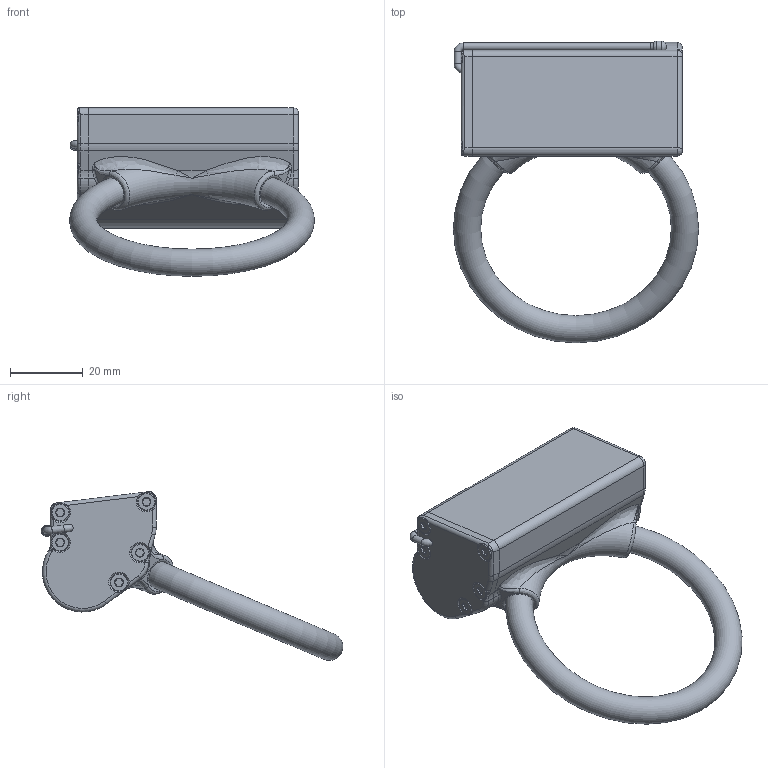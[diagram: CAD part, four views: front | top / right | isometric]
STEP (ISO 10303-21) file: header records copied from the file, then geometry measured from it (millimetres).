
FILE_DESCRIPTION(/* description */ (''),/* implementation_level */ '2;1');
FILE_NAME(/* name */ 'MediumCollar1 Type C (SpiderMonkey Chain).step',/* time_stamp */ '2022-01-01T13:25:52+06:00',/* author */ (''),/* organization */ (''),/* preprocessor_version */ 'ST-DEVELOPER v18.1',/* originating_system */ 'Autodesk Translation Framework v10.10.0.1391',/* authorisation */ '');
FILE_SCHEMA (('AUTOMOTIVE_DESIGN { 1 0 10303 214 3 1 1 }'));
Length unit declared in the file: millimetre
Products named in the file (11): MediumCollar1 Type C (SpiderMonkey Chain); MediumCollar1 PCB; SW_SPST_REED_CT05-XXXX-J1; COMPOUND; BatteryHolder_Seiko_MS621F; SOLID (2); COMPOUND (1); Top Packages; Bottom Packages; AA Battery Dummy; 95893A191_Flat Head Thread-Forming Screws for Plastic (1)
Assembly tree (14 placements, depth 4):
  MediumCollar1 Type C (SpiderMonkey Chain)
    MediumCollar1 PCB
      SW_SPST_REED_CT05-XXXX-J1
        COMPOUND
      BatteryHolder_Seiko_MS621F
        SOLID (2)
      COMPOUND (1)
      Top Packages
      Bottom Packages
    AA Battery Dummy
    95893A191_Flat Head Thread-Forming Screws for Plastic (1)  x5
Bounding box: 67.5 x 82.99 x 46.43 mm (x, y, z)
Volume: 45813.9 mm3; surface area: 29582.4 mm2
Topology: 20 solids, 20 shells, 561 faces, 1448 edges, 920 vertices
Faces by surface type: plane 227, cylinder 179, cone 75, bspline 47, torus 30, sphere 3
Full cylindrical faces by diameter (mm): 0.5 x8, 1 x1, 1.2 x1, 1.65 x2, 1.9 x5, 2 x3, 2.1 x5, 3 x6, 3.14 x25, 5.304 x1, 5.44 x1, 5.5 x1, 6.8 x1, 11 x1, 14.5 x1
Entity records: 14511 total; most frequent: CARTESIAN_POINT 5613, ORIENTED_EDGE 1798, DIRECTION 1768, EDGE_CURVE 899, AXIS2_PLACEMENT_3D 665, VERTEX_POINT 568, LINE 438, VECTOR 438
